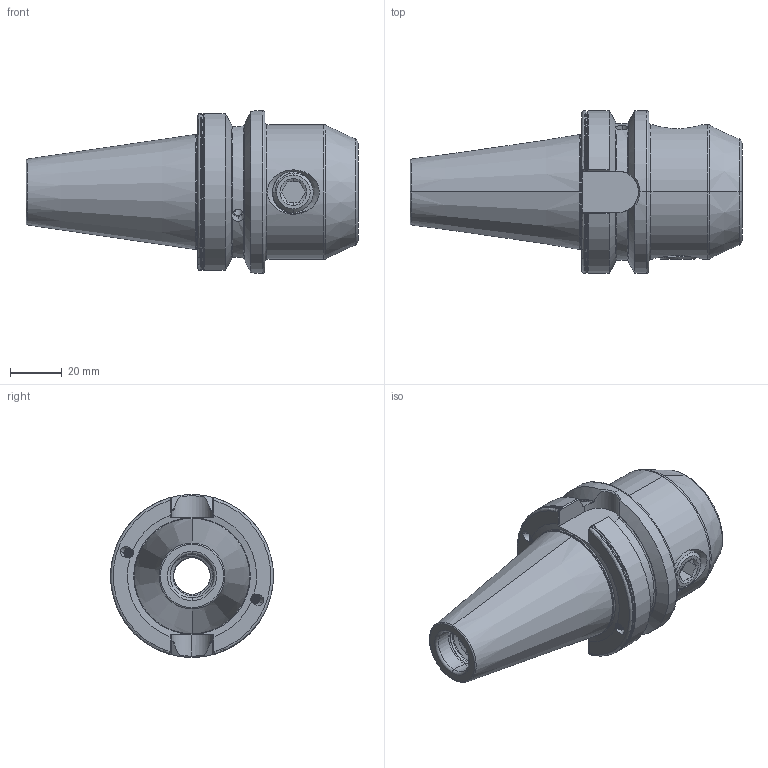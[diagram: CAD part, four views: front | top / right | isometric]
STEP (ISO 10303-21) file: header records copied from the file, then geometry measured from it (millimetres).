
FILE_DESCRIPTION (( 'STEP AP203' ), '1' );
FILE_NAME ('DC.406.04.20.STEP', '2017-10-18T02:56:50', ( '' ), ( '' ), 'SwSTEP 2.0', 'SolidWorks 2012', '' );
FILE_SCHEMA (( 'CONFIG_CONTROL_DESIGN' ));
Length unit declared in the file: millimetre
Products named in the file (3): 側固16_M16x2_16L; DC.406.04.20
Assembly tree (2 placements, depth 2):
  DC.406.04.20
    DC.406.04.20
    側固16_M16x2_16L
Bounding box: 128.4 x 63 x 63 mm (x, y, z)
Volume: 172820.9 mm3; surface area: 34618.9 mm2
Topology: 2 solids, 2 shells, 267 faces, 728 edges, 465 vertices
Faces by surface type: cylinder 120, plane 45, torus 40, cone 35, bspline 25, sphere 2
Entity records: 21512 total; most frequent: CARTESIAN_POINT 15317, ORIENTED_EDGE 1452, DIRECTION 1023, EDGE_CURVE 726, VERTEX_POINT 465, AXIS2_PLACEMENT_3D 414, EDGE_LOOP 281, ADVANCED_FACE 267
